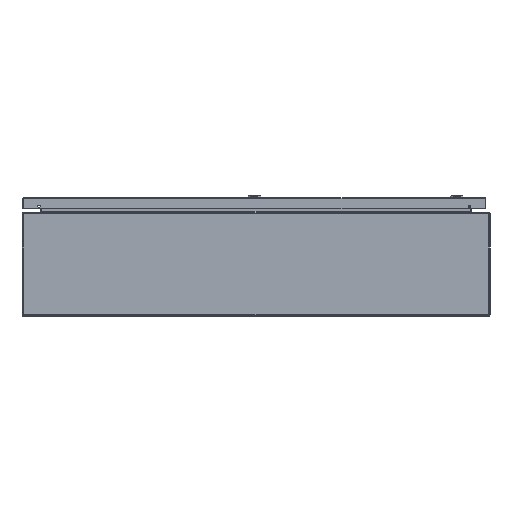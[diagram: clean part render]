
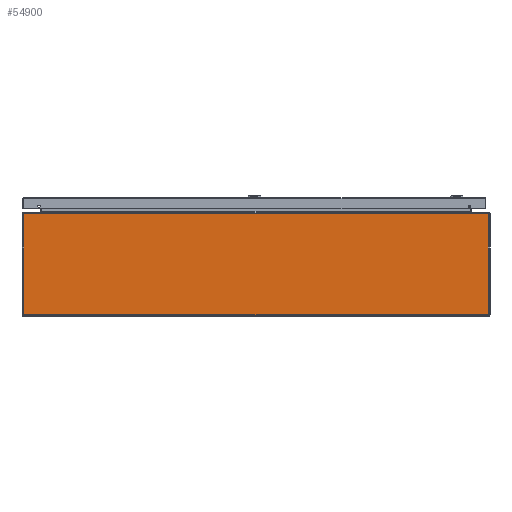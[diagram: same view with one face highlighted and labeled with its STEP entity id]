
A CAD part, front view. The second image highlights one B-rep face of the part: STEP entity #54900.
In plain terms, the highlighted planar face has unit normal (0, -1, 0).
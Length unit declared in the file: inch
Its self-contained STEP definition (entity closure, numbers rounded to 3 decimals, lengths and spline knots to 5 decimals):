
#202 = DIRECTION ( 'NONE',  ( -1., 0., 0. ) ) ;
#6833 = CARTESIAN_POINT ( 'NONE',  ( -18., -30., 4. ) ) ;
#7645 = EDGE_CURVE ( 'NONE', #33475, #42969, #13665, .T. ) ;
#9077 = CARTESIAN_POINT ( 'NONE',  ( 18., -30., -3.88189 ) ) ;
#10729 = VECTOR ( 'NONE', #51297, 39.37008 ) ;
#13660 = LINE ( 'NONE', #50706, #10729 ) ;
#13665 = LINE ( 'NONE', #9077, #20224 ) ;
#13823 = VERTEX_POINT ( 'NONE', #56591 ) ;
#14531 = AXIS2_PLACEMENT_3D ( 'NONE', #6833, #43857, #39560 ) ;
#18365 = ORIENTED_EDGE ( 'NONE', *, *, #7645, .T. ) ;
#18915 = VERTEX_POINT ( 'NONE', #26594 ) ;
#19104 = ORIENTED_EDGE ( 'NONE', *, *, #27476, .T. ) ;
#20224 = VECTOR ( 'NONE', #46707, 39.37008 ) ;
#21770 = VECTOR ( 'NONE', #30006, 39.37008 ) ;
#22051 = EDGE_LOOP ( 'NONE', ( #39951, #18365, #19104, #37388 ) ) ;
#24064 = CARTESIAN_POINT ( 'NONE',  ( -18., -30., 3.88189 ) ) ;
#25713 = VECTOR ( 'NONE', #202, 39.37008 ) ;
#26099 = CARTESIAN_POINT ( 'NONE',  ( -17.88189, -30., -3.88189 ) ) ;
#26594 = CARTESIAN_POINT ( 'NONE',  ( 17.88189, -30., 3.88189 ) ) ;
#27476 = EDGE_CURVE ( 'NONE', #42969, #18915, #13660, .T. ) ;
#28038 = LINE ( 'NONE', #24064, #25713 ) ;
#29385 = EDGE_CURVE ( 'NONE', #13823, #33475, #47790, .T. ) ;
#29969 = EDGE_CURVE ( 'NONE', #18915, #13823, #28038, .T. ) ;
#30006 = DIRECTION ( 'NONE',  ( 0., 0., -1. ) ) ;
#33475 = VERTEX_POINT ( 'NONE', #26099 ) ;
#37388 = ORIENTED_EDGE ( 'NONE', *, *, #29969, .T. ) ;
#39560 = DIRECTION ( 'NONE',  ( 0., 0., 1. ) ) ;
#39951 = ORIENTED_EDGE ( 'NONE', *, *, #29385, .T. ) ;
#42969 = VERTEX_POINT ( 'NONE', #43058 ) ;
#43058 = CARTESIAN_POINT ( 'NONE',  ( 17.88189, -30., -3.88189 ) ) ;
#43549 = PLANE ( 'NONE',  #14531 ) ;
#43857 = DIRECTION ( 'NONE',  ( 0., 1., 0. ) ) ;
#44685 = CARTESIAN_POINT ( 'NONE',  ( -17.88189, -30., 4. ) ) ;
#46707 = DIRECTION ( 'NONE',  ( 1., 0., 0. ) ) ;
#47790 = LINE ( 'NONE', #44685, #21770 ) ;
#50706 = CARTESIAN_POINT ( 'NONE',  ( 17.88189, -30., 4. ) ) ;
#51297 = DIRECTION ( 'NONE',  ( 0., 0., 1. ) ) ;
#53038 = FACE_OUTER_BOUND ( 'NONE', #22051, .T. ) ;
#54900 = ADVANCED_FACE ( 'NONE', ( #53038 ), #43549, .F. ) ;
#56591 = CARTESIAN_POINT ( 'NONE',  ( -17.88189, -30., 3.88189 ) ) ;
